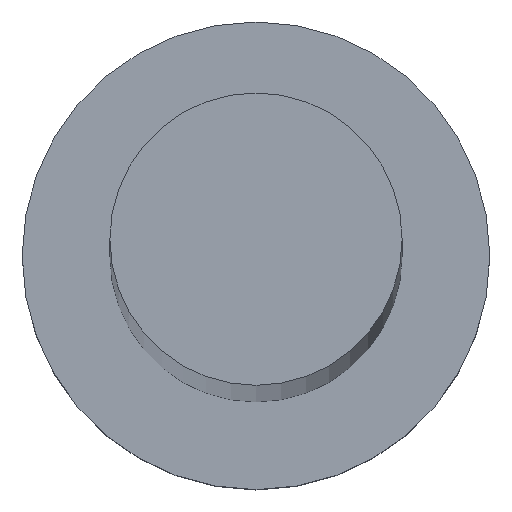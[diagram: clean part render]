
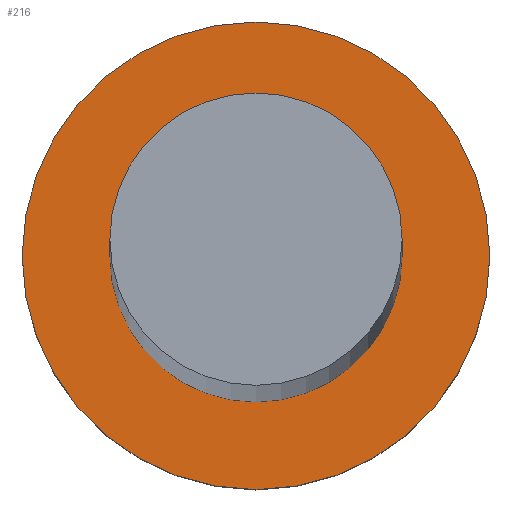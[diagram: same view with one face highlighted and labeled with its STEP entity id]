
A CAD part, top view. The second image highlights one B-rep face of the part: STEP entity #216.
In plain terms, the highlighted planar face has unit normal (0, 0, 1).
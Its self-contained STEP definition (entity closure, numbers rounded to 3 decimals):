
#3 = ORIENTED_EDGE ( 'NONE', *, *, #183, .F. ) ;
#10 = PLANE ( 'NONE',  #51 ) ;
#18 = AXIS2_PLACEMENT_3D ( 'NONE', #114, #209, #171 ) ;
#20 = EDGE_CURVE ( 'NONE', #110, #239, #230, .T. ) ;
#22 = AXIS2_PLACEMENT_3D ( 'NONE', #158, #38, #98 ) ;
#25 = ORIENTED_EDGE ( 'NONE', *, *, #107, .T. ) ;
#28 = EDGE_LOOP ( 'NONE', ( #128, #3 ) ) ;
#33 = CARTESIAN_POINT ( 'NONE',  ( -3.75, 0., 5. ) ) ;
#38 = DIRECTION ( 'NONE',  ( 0., 0., 1. ) ) ;
#51 = AXIS2_PLACEMENT_3D ( 'NONE', #229, #249, #96 ) ;
#65 = VERTEX_POINT ( 'NONE', #115 ) ;
#67 = CARTESIAN_POINT ( 'NONE',  ( 0., 0., 5. ) ) ;
#71 = VERTEX_POINT ( 'NONE', #117 ) ;
#74 = CARTESIAN_POINT ( 'NONE',  ( 3.75, 0., 5. ) ) ;
#96 = DIRECTION ( 'NONE',  ( 1., 0., 0. ) ) ;
#98 = DIRECTION ( 'NONE',  ( 1., 0., 0. ) ) ;
#100 = FACE_BOUND ( 'NONE', #28, .T. ) ;
#104 = AXIS2_PLACEMENT_3D ( 'NONE', #250, #246, #136 ) ;
#107 = EDGE_CURVE ( 'NONE', #71, #65, #188, .T. ) ;
#110 = VERTEX_POINT ( 'NONE', #33 ) ;
#111 = DIRECTION ( 'NONE',  ( 0., 0., 1. ) ) ;
#112 = EDGE_LOOP ( 'NONE', ( #148, #25 ) ) ;
#114 = CARTESIAN_POINT ( 'NONE',  ( 0., 0., 5. ) ) ;
#115 = CARTESIAN_POINT ( 'NONE',  ( -6., 0., 5. ) ) ;
#117 = CARTESIAN_POINT ( 'NONE',  ( 6., 0., 5. ) ) ;
#128 = ORIENTED_EDGE ( 'NONE', *, *, #20, .F. ) ;
#130 = CIRCLE ( 'NONE', #18, 6. ) ;
#136 = DIRECTION ( 'NONE',  ( 1., 0., 0. ) ) ;
#148 = ORIENTED_EDGE ( 'NONE', *, *, #205, .T. ) ;
#158 = CARTESIAN_POINT ( 'NONE',  ( 0., 0., 5. ) ) ;
#167 = AXIS2_PLACEMENT_3D ( 'NONE', #67, #111, #226 ) ;
#171 = DIRECTION ( 'NONE',  ( 1., 0., 0. ) ) ;
#183 = EDGE_CURVE ( 'NONE', #239, #110, #213, .T. ) ;
#188 = CIRCLE ( 'NONE', #22, 6. ) ;
#190 = FACE_OUTER_BOUND ( 'NONE', #112, .T. ) ;
#205 = EDGE_CURVE ( 'NONE', #65, #71, #130, .T. ) ;
#209 = DIRECTION ( 'NONE',  ( 0., 0., 1. ) ) ;
#213 = CIRCLE ( 'NONE', #104, 3.75 ) ;
#216 = ADVANCED_FACE ( 'NONE', ( #100, #190 ), #10, .T. ) ;
#226 = DIRECTION ( 'NONE',  ( 1., 0., 0. ) ) ;
#229 = CARTESIAN_POINT ( 'NONE',  ( 0., 0., 5. ) ) ;
#230 = CIRCLE ( 'NONE', #167, 3.75 ) ;
#239 = VERTEX_POINT ( 'NONE', #74 ) ;
#246 = DIRECTION ( 'NONE',  ( 0., 0., 1. ) ) ;
#249 = DIRECTION ( 'NONE',  ( 0., 0., 1. ) ) ;
#250 = CARTESIAN_POINT ( 'NONE',  ( 0., 0., 5. ) ) ;
